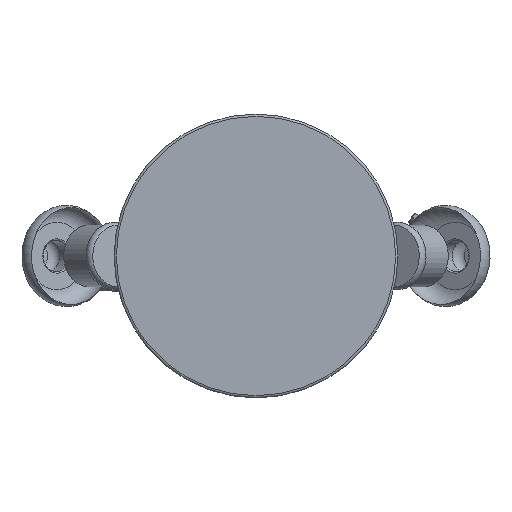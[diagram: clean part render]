
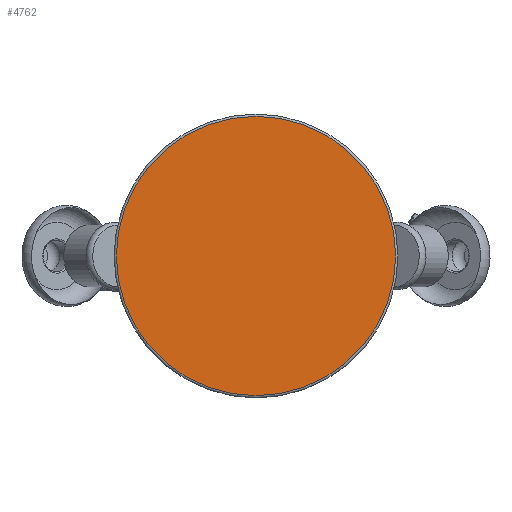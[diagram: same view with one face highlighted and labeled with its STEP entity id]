
A CAD part, front view. The second image highlights one B-rep face of the part: STEP entity #4762.
In plain terms, the highlighted planar face has unit normal (0, -1, 0).
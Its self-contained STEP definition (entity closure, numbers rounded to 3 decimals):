
#81=PLANE('',#5216);
#893=FACE_OUTER_BOUND('',#1174,.T.);
#1174=EDGE_LOOP('',(#3316));
#1492=CIRCLE('',#5217,24.8);
#1855=VERTEX_POINT('',#24296);
#2393=EDGE_CURVE('',#1855,#1855,#1492,.T.);
#3316=ORIENTED_EDGE('',*,*,#2393,.F.);
#4762=ADVANCED_FACE('',(#893),#81,.T.);
#5216=AXIS2_PLACEMENT_3D('',#24295,#5979,#5980);
#5217=AXIS2_PLACEMENT_3D('',#24297,#5981,#5982);
#5979=DIRECTION('center_axis',(0.,-1.,0.));
#5980=DIRECTION('ref_axis',(0.,0.,-1.));
#5981=DIRECTION('center_axis',(0.,1.,0.));
#5982=DIRECTION('ref_axis',(1.,0.,0.));
#24295=CARTESIAN_POINT('Origin',(-24.476,0.,0.));
#24296=CARTESIAN_POINT('',(0.,0.,-24.8));
#24297=CARTESIAN_POINT('Origin',(0.,0.,0.));
